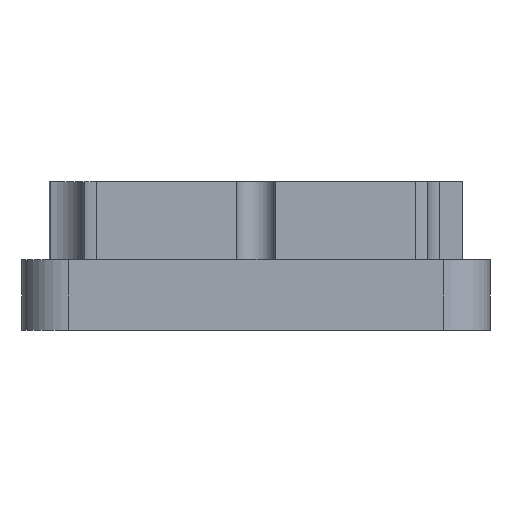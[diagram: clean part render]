
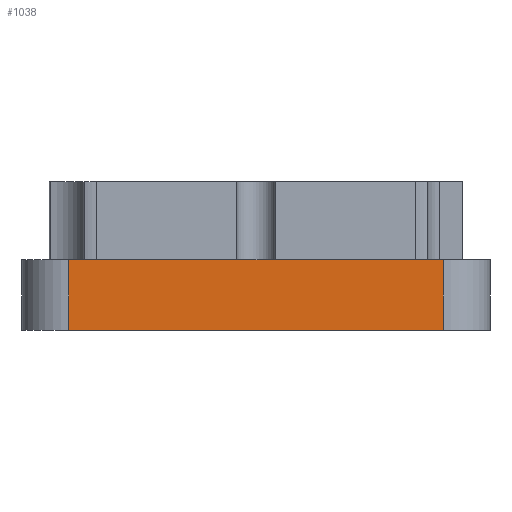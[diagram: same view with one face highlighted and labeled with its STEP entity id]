
A CAD part, left-side view. The second image highlights one B-rep face of the part: STEP entity #1038.
In plain terms, the highlighted planar face has unit normal (-1, 0, 0).
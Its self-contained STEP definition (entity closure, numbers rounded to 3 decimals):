
#67=PLANE('',#1154);
#118=FACE_OUTER_BOUND('',#178,.T.);
#178=EDGE_LOOP('',(#893,#894,#895,#896));
#271=LINE('',#1737,#367);
#272=LINE('',#1740,#368);
#273=LINE('',#1742,#369);
#274=LINE('',#1743,#370);
#367=VECTOR('',#1431,10.);
#368=VECTOR('',#1434,10.);
#369=VECTOR('',#1435,10.);
#370=VECTOR('',#1436,10.);
#523=VERTEX_POINT('',#1733);
#524=VERTEX_POINT('',#1735);
#525=VERTEX_POINT('',#1739);
#526=VERTEX_POINT('',#1741);
#663=EDGE_CURVE('',#523,#524,#271,.T.);
#664=EDGE_CURVE('',#525,#523,#272,.T.);
#665=EDGE_CURVE('',#526,#524,#273,.T.);
#666=EDGE_CURVE('',#525,#526,#274,.T.);
#893=ORIENTED_EDGE('',*,*,#664,.T.);
#894=ORIENTED_EDGE('',*,*,#663,.T.);
#895=ORIENTED_EDGE('',*,*,#665,.F.);
#896=ORIENTED_EDGE('',*,*,#666,.F.);
#1038=ADVANCED_FACE('',(#118),#67,.T.);
#1154=AXIS2_PLACEMENT_3D('',#1738,#1432,#1433);
#1431=DIRECTION('',(0.,0.,1.));
#1432=DIRECTION('center_axis',(-1.,0.,0.));
#1433=DIRECTION('ref_axis',(0.,-1.,0.));
#1434=DIRECTION('',(0.,-1.,0.));
#1435=DIRECTION('',(0.,-1.,0.));
#1436=DIRECTION('',(0.,0.,1.));
#1733=CARTESIAN_POINT('',(-13.209,-3.29,0.));
#1735=CARTESIAN_POINT('',(-13.209,-3.29,9.));
#1737=CARTESIAN_POINT('',(-13.209,-3.29,0.));
#1738=CARTESIAN_POINT('Origin',(-13.209,44.71,0.));
#1739=CARTESIAN_POINT('',(-13.209,44.71,0.));
#1740=CARTESIAN_POINT('',(-13.209,44.71,0.));
#1741=CARTESIAN_POINT('',(-13.209,44.71,9.));
#1742=CARTESIAN_POINT('',(-13.209,44.71,9.));
#1743=CARTESIAN_POINT('',(-13.209,44.71,0.));
